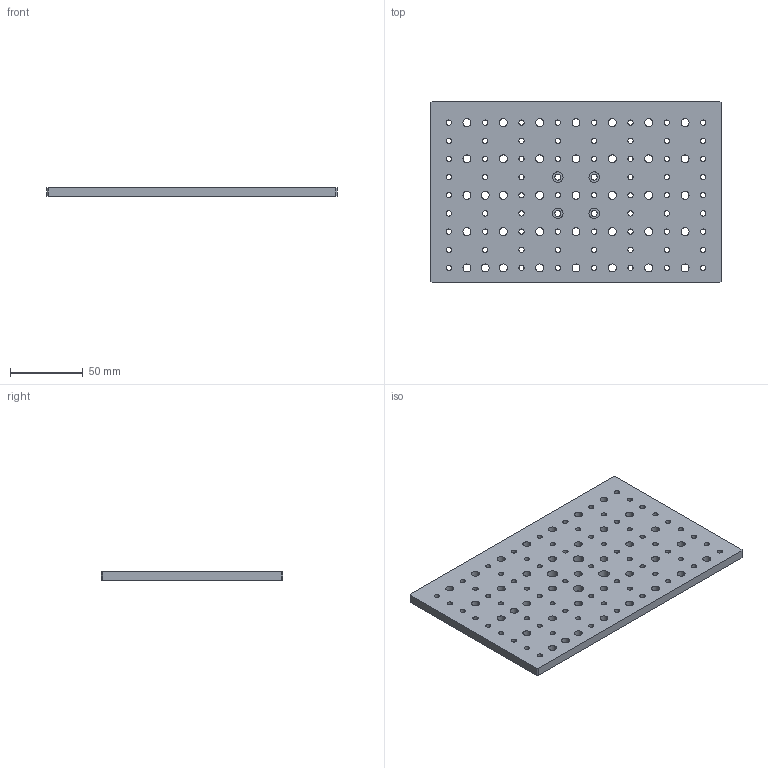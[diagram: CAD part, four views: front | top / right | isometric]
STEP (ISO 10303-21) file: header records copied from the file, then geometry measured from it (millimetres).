
FILE_DESCRIPTION((''),'2;1');
FILE_NAME('OHD-6C20','2022-09-03T',('daizh'),(''),'CREO PARAMETRIC BY PTC INC, 2018360','CREO PARAMETRIC BY PTC INC, 2018360','');
FILE_SCHEMA(('CONFIG_CONTROL_DESIGN'));
Length unit declared in the file: millimetre
Products named in the file (1): OHD-6C20
Bounding box: 200 x 125 x 6 mm (x, y, z)
Volume: 139870.8 mm3; surface area: 59473.6 mm2
Topology: 1 solids, 1 shells, 236 faces, 690 edges, 460 vertices
Faces by surface type: cylinder 222, plane 14
Entity records: 8564 total; most frequent: DIRECTION 1606, CARTESIAN_POINT 1386, ORIENTED_EDGE 1380, EDGE_CURVE 690, AXIS2_PLACEMENT_3D 680, VERTEX_POINT 460, EDGE_LOOP 454, CIRCLE 444
